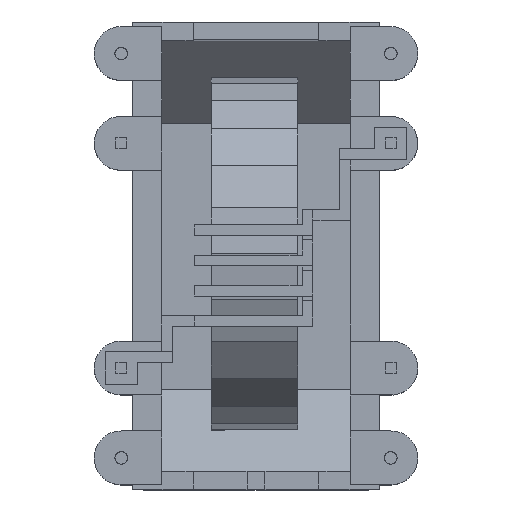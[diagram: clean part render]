
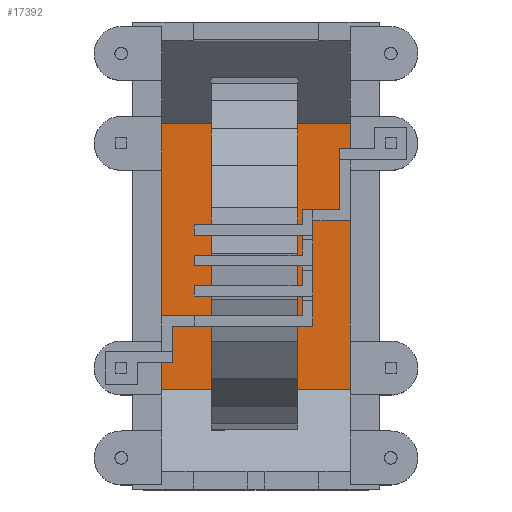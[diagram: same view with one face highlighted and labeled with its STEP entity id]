
A CAD part, top view. The second image highlights one B-rep face of the part: STEP entity #17392.
In plain terms, the highlighted planar face has unit normal (0, 0, 1).
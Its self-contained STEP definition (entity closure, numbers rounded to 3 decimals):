
#6994 = PLANE('',#6995);
#6995 = AXIS2_PLACEMENT_3D('',#6996,#6997,#6998);
#6996 = CARTESIAN_POINT('',(1.,15.15,28.));
#6997 = DIRECTION('',(1.,0.,0.));
#6998 = DIRECTION('',(0.,0.,1.));
#15276 = PLANE('',#15277);
#15277 = AXIS2_PLACEMENT_3D('',#15278,#15279,#15280);
#15278 = CARTESIAN_POINT('',(11.5,-0.35,28.));
#15279 = DIRECTION('',(-1.,0.,0.));
#15280 = DIRECTION('',(0.,0.,-1.));
#17305 = PLANE('',#17306);
#17306 = AXIS2_PLACEMENT_3D('',#17307,#17308,#17309);
#17307 = CARTESIAN_POINT('',(11.5,19.4,5.6));
#17308 = DIRECTION('',(0.,-0.707,
    0.707));
#17309 = DIRECTION('',(0.,-0.707,-0.707));
#17322 = VERTEX_POINT('',#17323);
#17323 = CARTESIAN_POINT('',(1.,14.8,1.));
#17344 = EDGE_CURVE('',#17345,#17322,#17347,.T.);
#17345 = VERTEX_POINT('',#17346);
#17346 = CARTESIAN_POINT('',(11.5,14.8,1.));
#17347 = SURFACE_CURVE('',#17348,(#17352,#17359),.PCURVE_S1.);
#17348 = LINE('',#17349,#17350);
#17349 = CARTESIAN_POINT('',(11.5,14.8,1.));
#17350 = VECTOR('',#17351,1.);
#17351 = DIRECTION('',(-1.,0.,0.));
#17352 = PCURVE('',#17305,#17353);
#17353 = DEFINITIONAL_REPRESENTATION('',(#17354),#17358);
#17354 = LINE('',#17355,#17356);
#17355 = CARTESIAN_POINT('',(6.505,0.));
#17356 = VECTOR('',#17357,1.);
#17357 = DIRECTION('',(0.,-1.));
#17358 = ( GEOMETRIC_REPRESENTATION_CONTEXT(2) 
PARAMETRIC_REPRESENTATION_CONTEXT() REPRESENTATION_CONTEXT('2D SPACE',''
  ) );
#17359 = PCURVE('',#17360,#17365);
#17360 = PLANE('',#17361);
#17361 = AXIS2_PLACEMENT_3D('',#17362,#17363,#17364);
#17362 = CARTESIAN_POINT('',(1.,14.8,1.));
#17363 = DIRECTION('',(0.,0.,1.));
#17364 = DIRECTION('',(0.,1.,0.));
#17365 = DEFINITIONAL_REPRESENTATION('',(#17366),#17370);
#17366 = LINE('',#17367,#17368);
#17367 = CARTESIAN_POINT('',(0.,-10.5));
#17368 = VECTOR('',#17369,1.);
#17369 = DIRECTION('',(0.,1.));
#17370 = ( GEOMETRIC_REPRESENTATION_CONTEXT(2) 
PARAMETRIC_REPRESENTATION_CONTEXT() REPRESENTATION_CONTEXT('2D SPACE',''
  ) );
#17392 = ADVANCED_FACE('',(#17393),#17360,.T.);
#17393 = FACE_BOUND('',#17394,.T.);
#17394 = EDGE_LOOP('',(#17395,#17418,#17446,#17467));
#17395 = ORIENTED_EDGE('',*,*,#17396,.F.);
#17396 = EDGE_CURVE('',#17397,#17322,#17399,.T.);
#17397 = VERTEX_POINT('',#17398);
#17398 = CARTESIAN_POINT('',(1.,0.,1.));
#17399 = SURFACE_CURVE('',#17400,(#17404,#17411),.PCURVE_S1.);
#17400 = LINE('',#17401,#17402);
#17401 = CARTESIAN_POINT('',(1.,0.,1.));
#17402 = VECTOR('',#17403,1.);
#17403 = DIRECTION('',(0.,1.,0.));
#17404 = PCURVE('',#17360,#17405);
#17405 = DEFINITIONAL_REPRESENTATION('',(#17406),#17410);
#17406 = LINE('',#17407,#17408);
#17407 = CARTESIAN_POINT('',(-14.8,0.));
#17408 = VECTOR('',#17409,1.);
#17409 = DIRECTION('',(1.,0.));
#17410 = ( GEOMETRIC_REPRESENTATION_CONTEXT(2) 
PARAMETRIC_REPRESENTATION_CONTEXT() REPRESENTATION_CONTEXT('2D SPACE',''
  ) );
#17411 = PCURVE('',#6994,#17412);
#17412 = DEFINITIONAL_REPRESENTATION('',(#17413),#17417);
#17413 = LINE('',#17414,#17415);
#17414 = CARTESIAN_POINT('',(-27.,15.15));
#17415 = VECTOR('',#17416,1.);
#17416 = DIRECTION('',(0.,-1.));
#17417 = ( GEOMETRIC_REPRESENTATION_CONTEXT(2) 
PARAMETRIC_REPRESENTATION_CONTEXT() REPRESENTATION_CONTEXT('2D SPACE',''
  ) );
#17418 = ORIENTED_EDGE('',*,*,#17419,.F.);
#17419 = EDGE_CURVE('',#17420,#17397,#17422,.T.);
#17420 = VERTEX_POINT('',#17421);
#17421 = CARTESIAN_POINT('',(11.5,0.,1.));
#17422 = SURFACE_CURVE('',#17423,(#17427,#17434),.PCURVE_S1.);
#17423 = LINE('',#17424,#17425);
#17424 = CARTESIAN_POINT('',(11.5,0.,1.));
#17425 = VECTOR('',#17426,1.);
#17426 = DIRECTION('',(-1.,0.,0.));
#17427 = PCURVE('',#17360,#17428);
#17428 = DEFINITIONAL_REPRESENTATION('',(#17429),#17433);
#17429 = LINE('',#17430,#17431);
#17430 = CARTESIAN_POINT('',(-14.8,-10.5));
#17431 = VECTOR('',#17432,1.);
#17432 = DIRECTION('',(0.,1.));
#17433 = ( GEOMETRIC_REPRESENTATION_CONTEXT(2) 
PARAMETRIC_REPRESENTATION_CONTEXT() REPRESENTATION_CONTEXT('2D SPACE',''
  ) );
#17434 = PCURVE('',#17435,#17440);
#17435 = PLANE('',#17436);
#17436 = AXIS2_PLACEMENT_3D('',#17437,#17438,#17439);
#17437 = CARTESIAN_POINT('',(1.,-4.6,5.6));
#17438 = DIRECTION('',(0.,0.707,0.707
    ));
#17439 = DIRECTION('',(0.,-0.707,0.707));
#17440 = DEFINITIONAL_REPRESENTATION('',(#17441),#17445);
#17441 = LINE('',#17442,#17443);
#17442 = CARTESIAN_POINT('',(-6.505,10.5));
#17443 = VECTOR('',#17444,1.);
#17444 = DIRECTION('',(0.,-1.));
#17445 = ( GEOMETRIC_REPRESENTATION_CONTEXT(2) 
PARAMETRIC_REPRESENTATION_CONTEXT() REPRESENTATION_CONTEXT('2D SPACE',''
  ) );
#17446 = ORIENTED_EDGE('',*,*,#17447,.T.);
#17447 = EDGE_CURVE('',#17420,#17345,#17448,.T.);
#17448 = SURFACE_CURVE('',#17449,(#17453,#17460),.PCURVE_S1.);
#17449 = LINE('',#17450,#17451);
#17450 = CARTESIAN_POINT('',(11.5,0.,1.));
#17451 = VECTOR('',#17452,1.);
#17452 = DIRECTION('',(0.,1.,0.));
#17453 = PCURVE('',#17360,#17454);
#17454 = DEFINITIONAL_REPRESENTATION('',(#17455),#17459);
#17455 = LINE('',#17456,#17457);
#17456 = CARTESIAN_POINT('',(-14.8,-10.5));
#17457 = VECTOR('',#17458,1.);
#17458 = DIRECTION('',(1.,0.));
#17459 = ( GEOMETRIC_REPRESENTATION_CONTEXT(2) 
PARAMETRIC_REPRESENTATION_CONTEXT() REPRESENTATION_CONTEXT('2D SPACE',''
  ) );
#17460 = PCURVE('',#15276,#17461);
#17461 = DEFINITIONAL_REPRESENTATION('',(#17462),#17466);
#17462 = LINE('',#17463,#17464);
#17463 = CARTESIAN_POINT('',(27.,-0.35));
#17464 = VECTOR('',#17465,1.);
#17465 = DIRECTION('',(0.,-1.));
#17466 = ( GEOMETRIC_REPRESENTATION_CONTEXT(2) 
PARAMETRIC_REPRESENTATION_CONTEXT() REPRESENTATION_CONTEXT('2D SPACE',''
  ) );
#17467 = ORIENTED_EDGE('',*,*,#17344,.T.);
